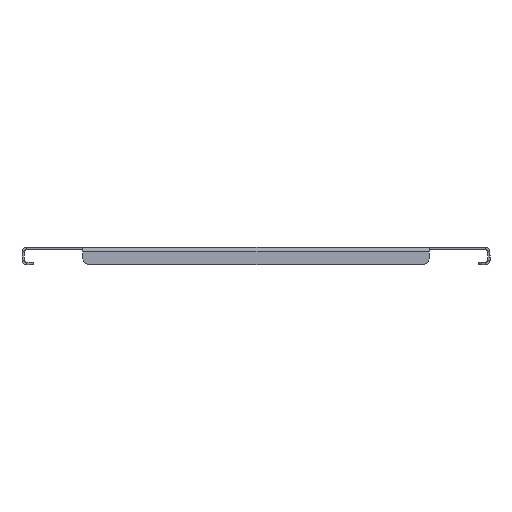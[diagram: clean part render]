
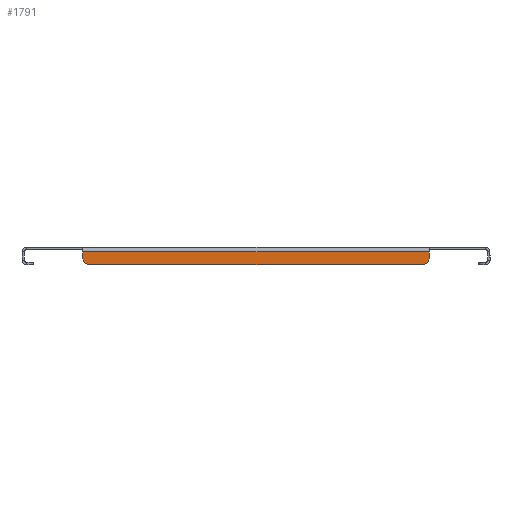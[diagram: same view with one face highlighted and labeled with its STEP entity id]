
A CAD part, left-side view. The second image highlights one B-rep face of the part: STEP entity #1791.
In plain terms, the highlighted planar face has unit normal (-1, 0, 0).
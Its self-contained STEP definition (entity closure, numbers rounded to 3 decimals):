
#290 = ORIENTED_EDGE ( 'NONE', *, *, #339, .T. ) ;
#339 = EDGE_CURVE ( 'NONE', #1526, #2821, #364, .T. ) ;
#347 = CARTESIAN_POINT ( 'NONE',  ( -199.5, -200., -15. ) ) ;
#364 = LINE ( 'NONE', #2903, #680 ) ;
#386 = DIRECTION ( 'NONE',  ( 1., 0., 0. ) ) ;
#423 = EDGE_CURVE ( 'NONE', #1526, #1606, #2283, .T. ) ;
#430 = AXIS2_PLACEMENT_3D ( 'NONE', #1978, #790, #1728 ) ;
#577 = LINE ( 'NONE', #1874, #2061 ) ;
#604 = VERTEX_POINT ( 'NONE', #1634 ) ;
#605 = CARTESIAN_POINT ( 'NONE',  ( -199.5, 0., 0. ) ) ;
#643 = DIRECTION ( 'NONE',  ( 0., -1., 0. ) ) ;
#680 = VECTOR ( 'NONE', #2233, 1000. ) ;
#706 = VECTOR ( 'NONE', #2622, 1000. ) ;
#790 = DIRECTION ( 'NONE',  ( -1., 0., 0. ) ) ;
#912 = CARTESIAN_POINT ( 'NONE',  ( -199.5, -200., -4. ) ) ;
#981 = LINE ( 'NONE', #347, #706 ) ;
#994 = ORIENTED_EDGE ( 'NONE', *, *, #2323, .T. ) ;
#1061 = EDGE_LOOP ( 'NONE', ( #2527, #1396, #994, #1178, #290, #2192 ) ) ;
#1097 = AXIS2_PLACEMENT_3D ( 'NONE', #605, #386, #1302 ) ;
#1108 = CARTESIAN_POINT ( 'NONE',  ( -199.5, -142., -9. ) ) ;
#1160 = VECTOR ( 'NONE', #643, 1000. ) ;
#1178 = ORIENTED_EDGE ( 'NONE', *, *, #423, .F. ) ;
#1241 = CIRCLE ( 'NONE', #430, 6. ) ;
#1287 = CARTESIAN_POINT ( 'NONE',  ( -199.5, 148., -4. ) ) ;
#1302 = DIRECTION ( 'NONE',  ( 0., 0., -1. ) ) ;
#1396 = ORIENTED_EDGE ( 'NONE', *, *, #1950, .T. ) ;
#1495 = DIRECTION ( 'NONE',  ( 0., 0., 1. ) ) ;
#1526 = VERTEX_POINT ( 'NONE', #1287 ) ;
#1550 = DIRECTION ( 'NONE',  ( 0., 0., -1. ) ) ;
#1606 = VERTEX_POINT ( 'NONE', #2964 ) ;
#1620 = VERTEX_POINT ( 'NONE', #2591 ) ;
#1634 = CARTESIAN_POINT ( 'NONE',  ( -199.5, 142., -15. ) ) ;
#1728 = DIRECTION ( 'NONE',  ( 0., 0., -1. ) ) ;
#1791 = ADVANCED_FACE ( 'NONE', ( #2223 ), #2447, .F. ) ;
#1874 = CARTESIAN_POINT ( 'NONE',  ( -199.5, -148., -15. ) ) ;
#1890 = EDGE_CURVE ( 'NONE', #2420, #604, #981, .T. ) ;
#1950 = EDGE_CURVE ( 'NONE', #2420, #1620, #2344, .T. ) ;
#1978 = CARTESIAN_POINT ( 'NONE',  ( -199.5, 142., -9. ) ) ;
#2013 = CARTESIAN_POINT ( 'NONE',  ( -199.5, 148., -9. ) ) ;
#2061 = VECTOR ( 'NONE', #1495, 1000. ) ;
#2106 = AXIS2_PLACEMENT_3D ( 'NONE', #1108, #2947, #1550 ) ;
#2192 = ORIENTED_EDGE ( 'NONE', *, *, #2469, .T. ) ;
#2223 = FACE_OUTER_BOUND ( 'NONE', #1061, .T. ) ;
#2233 = DIRECTION ( 'NONE',  ( 0., 0., -1. ) ) ;
#2283 = LINE ( 'NONE', #912, #1160 ) ;
#2323 = EDGE_CURVE ( 'NONE', #1620, #1606, #577, .T. ) ;
#2344 = CIRCLE ( 'NONE', #2106, 6. ) ;
#2420 = VERTEX_POINT ( 'NONE', #2902 ) ;
#2447 = PLANE ( 'NONE',  #1097 ) ;
#2469 = EDGE_CURVE ( 'NONE', #2821, #604, #1241, .T. ) ;
#2527 = ORIENTED_EDGE ( 'NONE', *, *, #1890, .F. ) ;
#2591 = CARTESIAN_POINT ( 'NONE',  ( -199.5, -148., -9. ) ) ;
#2622 = DIRECTION ( 'NONE',  ( 0., 1., 0. ) ) ;
#2821 = VERTEX_POINT ( 'NONE', #2013 ) ;
#2902 = CARTESIAN_POINT ( 'NONE',  ( -199.5, -142., -15. ) ) ;
#2903 = CARTESIAN_POINT ( 'NONE',  ( -199.5, 148., -15. ) ) ;
#2947 = DIRECTION ( 'NONE',  ( -1., 0., 0. ) ) ;
#2964 = CARTESIAN_POINT ( 'NONE',  ( -199.5, -148., -4. ) ) ;
